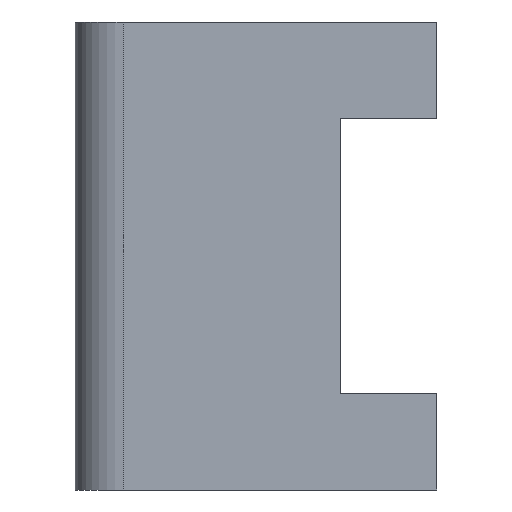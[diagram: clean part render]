
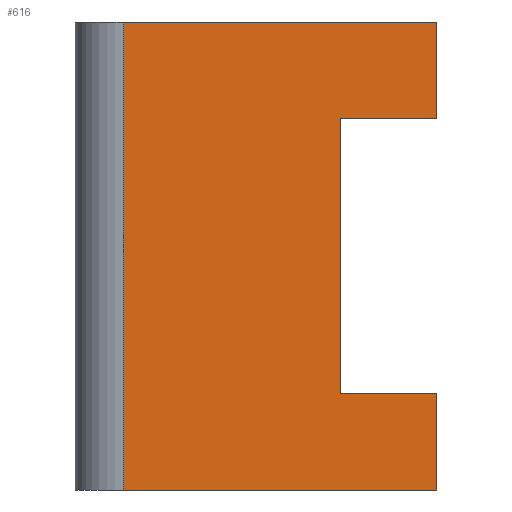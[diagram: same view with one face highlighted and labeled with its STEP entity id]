
A CAD part, left-side view. The second image highlights one B-rep face of the part: STEP entity #616.
In plain terms, the highlighted planar face has unit normal (-1, 0, 0).
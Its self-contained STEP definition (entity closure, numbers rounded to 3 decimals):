
#42 = ORIENTED_EDGE ( 'NONE', *, *, #669, .F. ) ;
#55 = VECTOR ( 'NONE', #228, 1000. ) ;
#62 = CARTESIAN_POINT ( 'NONE',  ( 0., 0., 4. ) ) ;
#88 = VERTEX_POINT ( 'NONE', #488 ) ;
#93 = ORIENTED_EDGE ( 'NONE', *, *, #902, .T. ) ;
#97 = VECTOR ( 'NONE', #192, 1000. ) ;
#109 = CARTESIAN_POINT ( 'NONE',  ( 0., 13., 0. ) ) ;
#114 = PLANE ( 'NONE',  #766 ) ;
#120 = CARTESIAN_POINT ( 'NONE',  ( 0., 0., 19.4 ) ) ;
#123 = ORIENTED_EDGE ( 'NONE', *, *, #173, .F. ) ;
#139 = CARTESIAN_POINT ( 'NONE',  ( 0., 0., 15.4 ) ) ;
#144 = CARTESIAN_POINT ( 'NONE',  ( 0., 4., 15.4 ) ) ;
#150 = VECTOR ( 'NONE', #962, 1000. ) ;
#154 = VERTEX_POINT ( 'NONE', #664 ) ;
#173 = EDGE_CURVE ( 'NONE', #88, #586, #359, .T. ) ;
#180 = VECTOR ( 'NONE', #733, 1000. ) ;
#189 = VERTEX_POINT ( 'NONE', #109 ) ;
#192 = DIRECTION ( 'NONE',  ( 0., -1., 0. ) ) ;
#201 = CARTESIAN_POINT ( 'NONE',  ( 0., 0., 4. ) ) ;
#219 = EDGE_CURVE ( 'NONE', #88, #189, #273, .T. ) ;
#228 = DIRECTION ( 'NONE',  ( 0., 0., -1. ) ) ;
#253 = ORIENTED_EDGE ( 'NONE', *, *, #219, .T. ) ;
#270 = LINE ( 'NONE', #886, #595 ) ;
#273 = LINE ( 'NONE', #889, #180 ) ;
#275 = DIRECTION ( 'NONE',  ( 0., 1., 0. ) ) ;
#303 = CARTESIAN_POINT ( 'NONE',  ( 0., 0., 19.4 ) ) ;
#331 = VECTOR ( 'NONE', #384, 1000. ) ;
#342 = FACE_OUTER_BOUND ( 'NONE', #984, .T. ) ;
#349 = LINE ( 'NONE', #120, #150 ) ;
#359 = LINE ( 'NONE', #671, #97 ) ;
#376 = LINE ( 'NONE', #303, #55 ) ;
#384 = DIRECTION ( 'NONE',  ( 0., 0., 1. ) ) ;
#427 = DIRECTION ( 'NONE',  ( 0., 0., -1. ) ) ;
#448 = ORIENTED_EDGE ( 'NONE', *, *, #831, .T. ) ;
#449 = LINE ( 'NONE', #201, #462 ) ;
#462 = VECTOR ( 'NONE', #275, 1000. ) ;
#468 = DIRECTION ( 'NONE',  ( 0., -1., 0. ) ) ;
#488 = CARTESIAN_POINT ( 'NONE',  ( 0., 13., 19.4 ) ) ;
#501 = DIRECTION ( 'NONE',  ( 1., 0., 0. ) ) ;
#530 = ORIENTED_EDGE ( 'NONE', *, *, #784, .T. ) ;
#586 = VERTEX_POINT ( 'NONE', #748 ) ;
#587 = DIRECTION ( 'NONE',  ( 0., -1., 0. ) ) ;
#595 = VECTOR ( 'NONE', #587, 1000. ) ;
#598 = VERTEX_POINT ( 'NONE', #899 ) ;
#610 = LINE ( 'NONE', #144, #331 ) ;
#616 = ADVANCED_FACE ( 'NONE', ( #342 ), #114, .F. ) ;
#633 = CARTESIAN_POINT ( 'NONE',  ( 0., 4., 15.4 ) ) ;
#654 = CARTESIAN_POINT ( 'NONE',  ( 0., 0., 19.4 ) ) ;
#664 = CARTESIAN_POINT ( 'NONE',  ( 0., 0., 0. ) ) ;
#669 = EDGE_CURVE ( 'NONE', #586, #729, #349, .T. ) ;
#671 = CARTESIAN_POINT ( 'NONE',  ( 0., 0., 19.4 ) ) ;
#729 = VERTEX_POINT ( 'NONE', #139 ) ;
#733 = DIRECTION ( 'NONE',  ( 0., 0., -1. ) ) ;
#736 = EDGE_CURVE ( 'NONE', #996, #729, #852, .T. ) ;
#748 = CARTESIAN_POINT ( 'NONE',  ( 0., 0., 19.4 ) ) ;
#753 = VERTEX_POINT ( 'NONE', #62 ) ;
#766 = AXIS2_PLACEMENT_3D ( 'NONE', #654, #501, #427 ) ;
#784 = EDGE_CURVE ( 'NONE', #598, #996, #610, .T. ) ;
#805 = EDGE_CURVE ( 'NONE', #753, #154, #376, .T. ) ;
#825 = ORIENTED_EDGE ( 'NONE', *, *, #805, .F. ) ;
#831 = EDGE_CURVE ( 'NONE', #753, #598, #449, .T. ) ;
#852 = LINE ( 'NONE', #988, #989 ) ;
#886 = CARTESIAN_POINT ( 'NONE',  ( 0., 0., 0. ) ) ;
#889 = CARTESIAN_POINT ( 'NONE',  ( 0., 13., 19.4 ) ) ;
#899 = CARTESIAN_POINT ( 'NONE',  ( 0., 4., 4. ) ) ;
#902 = EDGE_CURVE ( 'NONE', #189, #154, #270, .T. ) ;
#954 = ORIENTED_EDGE ( 'NONE', *, *, #736, .T. ) ;
#962 = DIRECTION ( 'NONE',  ( 0., 0., -1. ) ) ;
#984 = EDGE_LOOP ( 'NONE', ( #123, #253, #93, #825, #448, #530, #954, #42 ) ) ;
#988 = CARTESIAN_POINT ( 'NONE',  ( 0., 0., 15.4 ) ) ;
#989 = VECTOR ( 'NONE', #468, 1000. ) ;
#996 = VERTEX_POINT ( 'NONE', #633 ) ;
